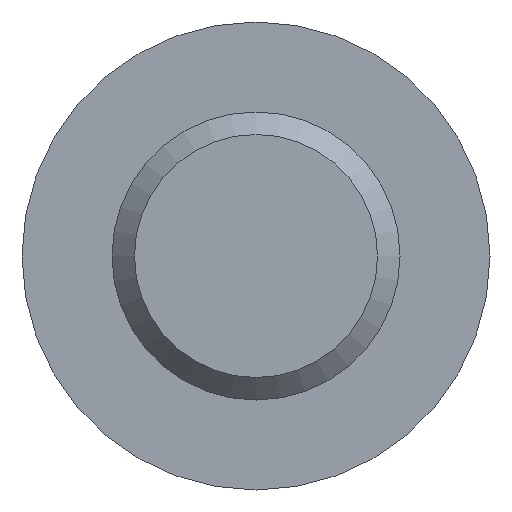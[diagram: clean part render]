
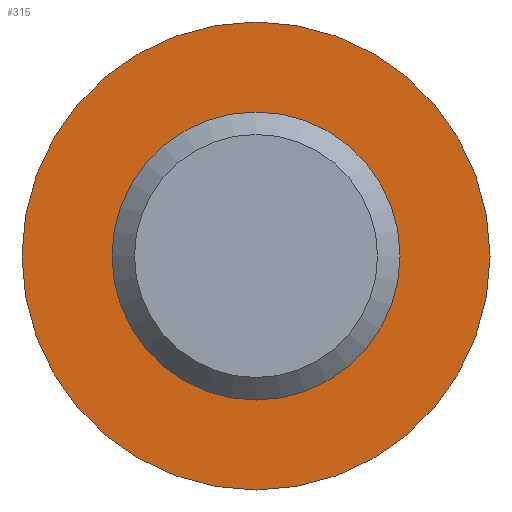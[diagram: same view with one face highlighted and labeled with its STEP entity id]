
A CAD part, front view. The second image highlights one B-rep face of the part: STEP entity #315.
In plain terms, the highlighted planar face has unit normal (0, -1, 0).
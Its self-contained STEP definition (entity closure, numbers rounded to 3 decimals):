
#91 = CARTESIAN_POINT ( 'NONE',  ( 0., 35., 0. ) ) ;
#114 = AXIS2_PLACEMENT_3D ( 'NONE', #324, #168, #171 ) ;
#143 = CARTESIAN_POINT ( 'NONE',  ( 0., 35., -6.5 ) ) ;
#152 = EDGE_LOOP ( 'NONE', ( #245 ) ) ;
#160 = AXIS2_PLACEMENT_3D ( 'NONE', #228, #200, #301 ) ;
#168 = DIRECTION ( 'NONE',  ( 0., 1., 0. ) ) ;
#170 = EDGE_CURVE ( 'NONE', #452, #452, #219, .T. ) ;
#171 = DIRECTION ( 'NONE',  ( 0., 0., 1. ) ) ;
#174 = FACE_OUTER_BOUND ( 'NONE', #152, .T. ) ;
#200 = DIRECTION ( 'NONE',  ( 0., -1., 0. ) ) ;
#201 = VERTEX_POINT ( 'NONE', #307 ) ;
#219 = CIRCLE ( 'NONE', #160, 6.5 ) ;
#228 = CARTESIAN_POINT ( 'NONE',  ( 0., 35., 0. ) ) ;
#245 = ORIENTED_EDGE ( 'NONE', *, *, #170, .T. ) ;
#288 = AXIS2_PLACEMENT_3D ( 'NONE', #91, #504, #372 ) ;
#301 = DIRECTION ( 'NONE',  ( 0., 0., -1. ) ) ;
#307 = CARTESIAN_POINT ( 'NONE',  ( 0., 35., -4. ) ) ;
#315 = ADVANCED_FACE ( 'NONE', ( #540, #174 ), #533, .F. ) ;
#324 = CARTESIAN_POINT ( 'NONE',  ( -4., 35., 0. ) ) ;
#344 = EDGE_LOOP ( 'NONE', ( #455 ) ) ;
#358 = CIRCLE ( 'NONE', #288, 4. ) ;
#372 = DIRECTION ( 'NONE',  ( 0., 0., -1. ) ) ;
#446 = EDGE_CURVE ( 'NONE', #201, #201, #358, .T. ) ;
#452 = VERTEX_POINT ( 'NONE', #143 ) ;
#455 = ORIENTED_EDGE ( 'NONE', *, *, #446, .F. ) ;
#504 = DIRECTION ( 'NONE',  ( 0., -1., 0. ) ) ;
#533 = PLANE ( 'NONE',  #114 ) ;
#540 = FACE_BOUND ( 'NONE', #344, .T. ) ;
